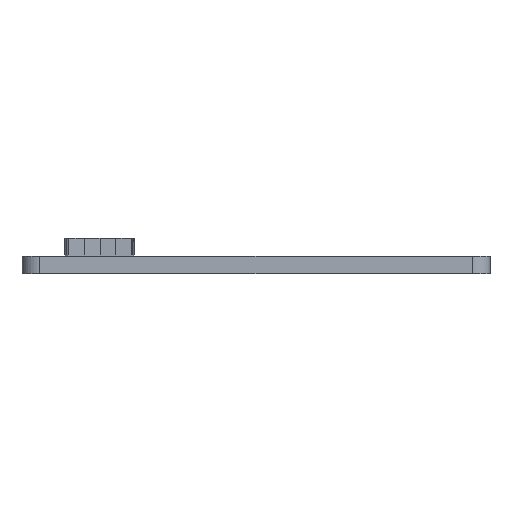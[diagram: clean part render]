
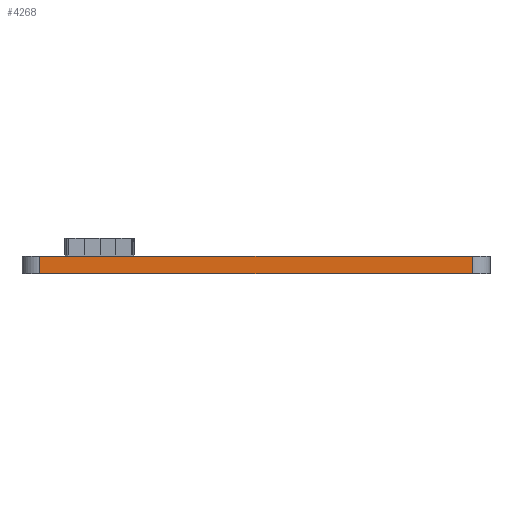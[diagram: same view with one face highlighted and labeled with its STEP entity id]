
A CAD part, left-side view. The second image highlights one B-rep face of the part: STEP entity #4268.
In plain terms, the highlighted planar face has unit normal (-1, 0, 0).
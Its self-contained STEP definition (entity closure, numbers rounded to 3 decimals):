
#81=PLANE('',#4321);
#308=FACE_OUTER_BOUND('',#562,.T.);
#562=EDGE_LOOP('',(#3799,#3800,#3801,#3802));
#639=LINE('',#6044,#880);
#796=LINE('',#9312,#1037);
#804=LINE('',#9339,#1045);
#805=LINE('',#9341,#1046);
#880=VECTOR('',#4416,10.);
#1037=VECTOR('',#4617,10.);
#1045=VECTOR('',#4643,10.);
#1046=VECTOR('',#4646,10.);
#1578=VERTEX_POINT('',#6041);
#1579=VERTEX_POINT('',#6043);
#1877=VERTEX_POINT('',#9309);
#1878=VERTEX_POINT('',#9311);
#2074=EDGE_CURVE('',#1578,#1579,#639,.T.);
#2518=EDGE_CURVE('',#1877,#1878,#796,.T.);
#2532=EDGE_CURVE('',#1878,#1578,#804,.T.);
#2533=EDGE_CURVE('',#1579,#1877,#805,.T.);
#3799=ORIENTED_EDGE('',*,*,#2532,.F.);
#3800=ORIENTED_EDGE('',*,*,#2518,.F.);
#3801=ORIENTED_EDGE('',*,*,#2533,.F.);
#3802=ORIENTED_EDGE('',*,*,#2074,.F.);
#4268=ADVANCED_FACE('',(#308),#81,.T.);
#4321=AXIS2_PLACEMENT_3D('',#9340,#4644,#4645);
#4416=DIRECTION('',(0.,-1.,0.));
#4617=DIRECTION('',(0.,1.,0.));
#4643=DIRECTION('',(0.,0.,1.));
#4644=DIRECTION('center_axis',(-1.,0.,0.));
#4645=DIRECTION('ref_axis',(0.,-1.,0.));
#4646=DIRECTION('',(0.,0.,-1.));
#6041=CARTESIAN_POINT('',(-10.5,90.9,4.));
#6043=CARTESIAN_POINT('',(-10.5,-5.5,4.));
#6044=CARTESIAN_POINT('',(-10.5,-9.5,4.));
#9309=CARTESIAN_POINT('',(-10.5,-5.5,0.));
#9311=CARTESIAN_POINT('',(-10.5,90.9,0.));
#9312=CARTESIAN_POINT('',(-10.5,-9.5,0.));
#9339=CARTESIAN_POINT('',(-10.5,90.9,0.));
#9340=CARTESIAN_POINT('Origin',(-10.5,94.9,0.));
#9341=CARTESIAN_POINT('',(-10.5,-5.5,0.));
